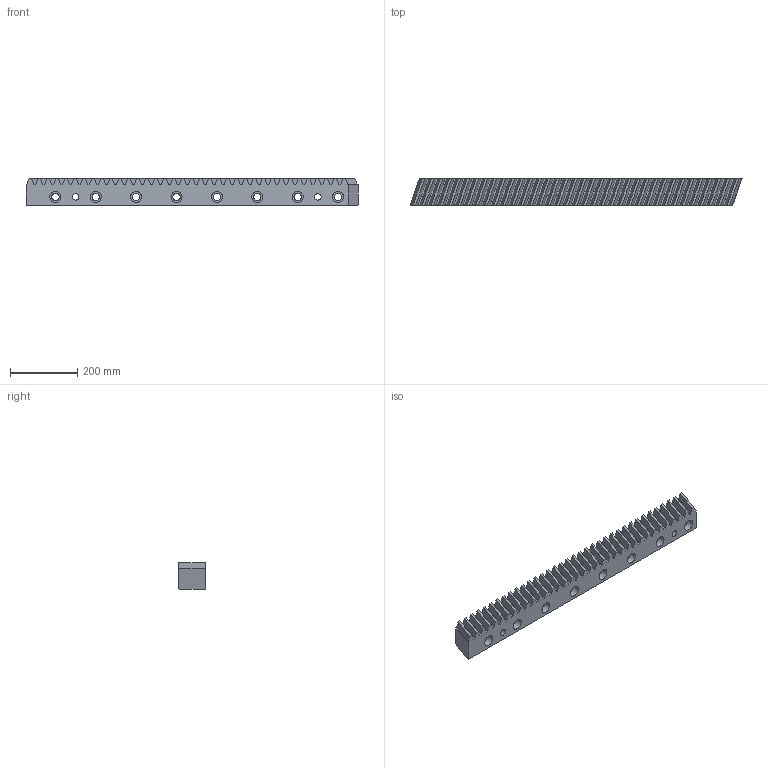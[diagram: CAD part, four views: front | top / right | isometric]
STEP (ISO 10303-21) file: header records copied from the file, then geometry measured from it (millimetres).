
FILE_DESCRIPTION(('STEP AP214'),'1');
FILE_NAME('143-080-410.stp','2017-10-09T08:05:25',('TraceParts'),('TraceParts S.A.'),'Spatial InterOp 3D',' ',' ');
FILE_SCHEMA(('automotive_design'));
Length unit declared in the file: millimetre
Products named in the file (1): 143-080-410
Bounding box: 986.68 x 79 x 79 mm (x, y, z)
Volume: 4969322.6 mm3; surface area: 423266.1 mm2
Topology: 1 solids, 1 shells, 195 faces, 555 edges, 370 vertices
Faces by surface type: plane 159, cylinder 36
Entity records: 7906 total; most frequent: CARTESIAN_POINT 1121, ORIENTED_EDGE 1110, DIRECTION 1019, EDGE_CURVE 555, LINE 483, VECTOR 483, VERTEX_POINT 370, AXIS2_PLACEMENT_3D 268
